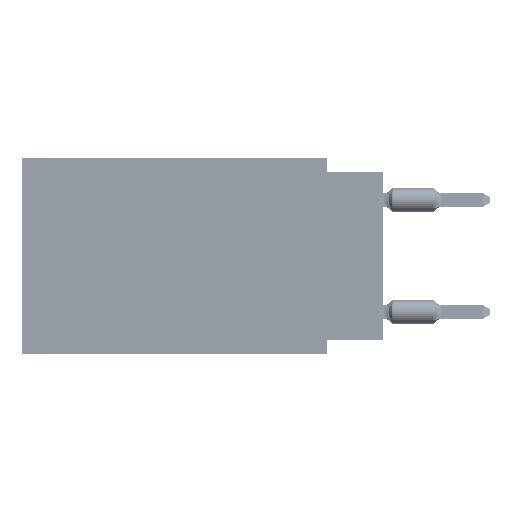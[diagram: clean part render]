
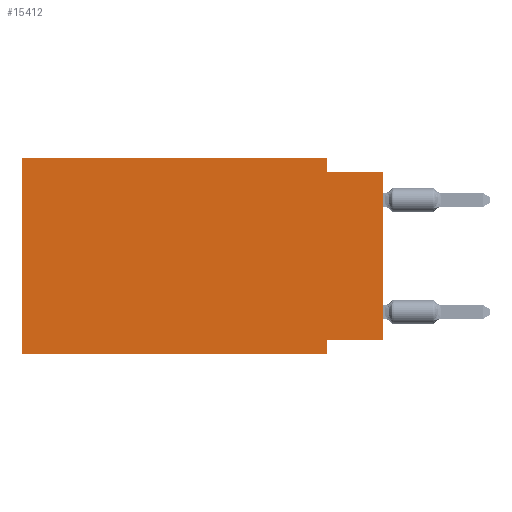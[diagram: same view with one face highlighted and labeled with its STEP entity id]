
A CAD part, left-side view. The second image highlights one B-rep face of the part: STEP entity #15412.
In plain terms, the highlighted planar face has unit normal (-1, 0, 0).
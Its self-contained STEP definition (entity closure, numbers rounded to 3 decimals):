
#1107 = FACE_OUTER_BOUND ( 'NONE', #5580, .T. ) ;
#1685 = LINE ( 'NONE', #12043, #36425 ) ;
#2306 = VECTOR ( 'NONE', #8968, 1000. ) ;
#2477 = CARTESIAN_POINT ( 'NONE',  ( 0., 2.54, -8.89 ) ) ;
#2717 = EDGE_CURVE ( 'NONE', #3257, #24532, #58828, .T. ) ;
#2882 = EDGE_CURVE ( 'NONE', #56084, #3257, #5646, .T. ) ;
#3257 = VERTEX_POINT ( 'NONE', #40665 ) ;
#3282 = DIRECTION ( 'NONE',  ( 0., -1., 0. ) ) ;
#4789 = EDGE_CURVE ( 'NONE', #15236, #52304, #47413, .T. ) ;
#5580 = EDGE_LOOP ( 'NONE', ( #19311, #52550, #8601, #9696, #48191, #16875, #14278, #60792 ) ) ;
#5646 = LINE ( 'NONE', #36428, #54546 ) ;
#7985 = LINE ( 'NONE', #13000, #26395 ) ;
#8601 = ORIENTED_EDGE ( 'NONE', *, *, #12509, .F. ) ;
#8968 = DIRECTION ( 'NONE',  ( 0., 0., 1. ) ) ;
#9217 = LINE ( 'NONE', #59350, #27703 ) ;
#9696 = ORIENTED_EDGE ( 'NONE', *, *, #4789, .F. ) ;
#11130 = DIRECTION ( 'NONE',  ( 1., 0., 0. ) ) ;
#11860 = CARTESIAN_POINT ( 'NONE',  ( 0., 2.54, -0.635 ) ) ;
#12043 = CARTESIAN_POINT ( 'NONE',  ( 0., 2.54, 0. ) ) ;
#12509 = EDGE_CURVE ( 'NONE', #52304, #26748, #1685, .T. ) ;
#13000 = CARTESIAN_POINT ( 'NONE',  ( 0., 0., -0.635 ) ) ;
#13038 = DIRECTION ( 'NONE',  ( 0., 0., -1. ) ) ;
#14278 = ORIENTED_EDGE ( 'NONE', *, *, #2717, .F. ) ;
#15236 = VERTEX_POINT ( 'NONE', #59788 ) ;
#15412 = ADVANCED_FACE ( 'NONE', ( #1107 ), #56927, .F. ) ;
#16339 = CARTESIAN_POINT ( 'NONE',  ( 0., 16.383, 0. ) ) ;
#16875 = ORIENTED_EDGE ( 'NONE', *, *, #30682, .T. ) ;
#19311 = ORIENTED_EDGE ( 'NONE', *, *, #49877, .T. ) ;
#21564 = DIRECTION ( 'NONE',  ( 0., 0., 1. ) ) ;
#23419 = CARTESIAN_POINT ( 'NONE',  ( 0., 2.54, -8.89 ) ) ;
#24532 = VERTEX_POINT ( 'NONE', #2477 ) ;
#24930 = DIRECTION ( 'NONE',  ( 0., -1., 0. ) ) ;
#25528 = VERTEX_POINT ( 'NONE', #52615 ) ;
#26395 = VECTOR ( 'NONE', #3282, 1000. ) ;
#26708 = DIRECTION ( 'NONE',  ( 0., -1., 0. ) ) ;
#26748 = VERTEX_POINT ( 'NONE', #11860 ) ;
#27703 = VECTOR ( 'NONE', #24930, 1000. ) ;
#28892 = VECTOR ( 'NONE', #13038, 1000. ) ;
#30531 = VERTEX_POINT ( 'NONE', #58062 ) ;
#30682 = EDGE_CURVE ( 'NONE', #30531, #24532, #9217, .T. ) ;
#34393 = LINE ( 'NONE', #54760, #2306 ) ;
#34635 = AXIS2_PLACEMENT_3D ( 'NONE', #45574, #11130, #41879 ) ;
#36056 = CARTESIAN_POINT ( 'NONE',  ( 0., 0., -8.255 ) ) ;
#36425 = VECTOR ( 'NONE', #57183, 1000. ) ;
#36428 = CARTESIAN_POINT ( 'NONE',  ( 0., 0., -8.255 ) ) ;
#37572 = LINE ( 'NONE', #42257, #42877 ) ;
#40665 = CARTESIAN_POINT ( 'NONE',  ( 0., 2.54, -8.255 ) ) ;
#41879 = DIRECTION ( 'NONE',  ( 0., 0., -1. ) ) ;
#42257 = CARTESIAN_POINT ( 'NONE',  ( 0., 16.383, 0. ) ) ;
#42877 = VECTOR ( 'NONE', #21564, 1000. ) ;
#45574 = CARTESIAN_POINT ( 'NONE',  ( 0., 16.383, 0. ) ) ;
#47413 = LINE ( 'NONE', #16339, #48352 ) ;
#48191 = ORIENTED_EDGE ( 'NONE', *, *, #59973, .F. ) ;
#48352 = VECTOR ( 'NONE', #26708, 1000. ) ;
#49877 = EDGE_CURVE ( 'NONE', #56084, #25528, #34393, .T. ) ;
#52304 = VERTEX_POINT ( 'NONE', #57775 ) ;
#52550 = ORIENTED_EDGE ( 'NONE', *, *, #55882, .F. ) ;
#52615 = CARTESIAN_POINT ( 'NONE',  ( 0., 0., -0.635 ) ) ;
#54546 = VECTOR ( 'NONE', #56783, 1000. ) ;
#54760 = CARTESIAN_POINT ( 'NONE',  ( 0., 0., 0. ) ) ;
#55882 = EDGE_CURVE ( 'NONE', #26748, #25528, #7985, .T. ) ;
#56084 = VERTEX_POINT ( 'NONE', #36056 ) ;
#56783 = DIRECTION ( 'NONE',  ( 0., 1., 0. ) ) ;
#56927 = PLANE ( 'NONE',  #34635 ) ;
#57183 = DIRECTION ( 'NONE',  ( 0., 0., -1. ) ) ;
#57775 = CARTESIAN_POINT ( 'NONE',  ( 0., 2.54, 0. ) ) ;
#58062 = CARTESIAN_POINT ( 'NONE',  ( 0., 16.383, -8.89 ) ) ;
#58828 = LINE ( 'NONE', #23419, #28892 ) ;
#59350 = CARTESIAN_POINT ( 'NONE',  ( 0., 16.383, -8.89 ) ) ;
#59788 = CARTESIAN_POINT ( 'NONE',  ( 0., 16.383, 0. ) ) ;
#59973 = EDGE_CURVE ( 'NONE', #30531, #15236, #37572, .T. ) ;
#60792 = ORIENTED_EDGE ( 'NONE', *, *, #2882, .F. ) ;
